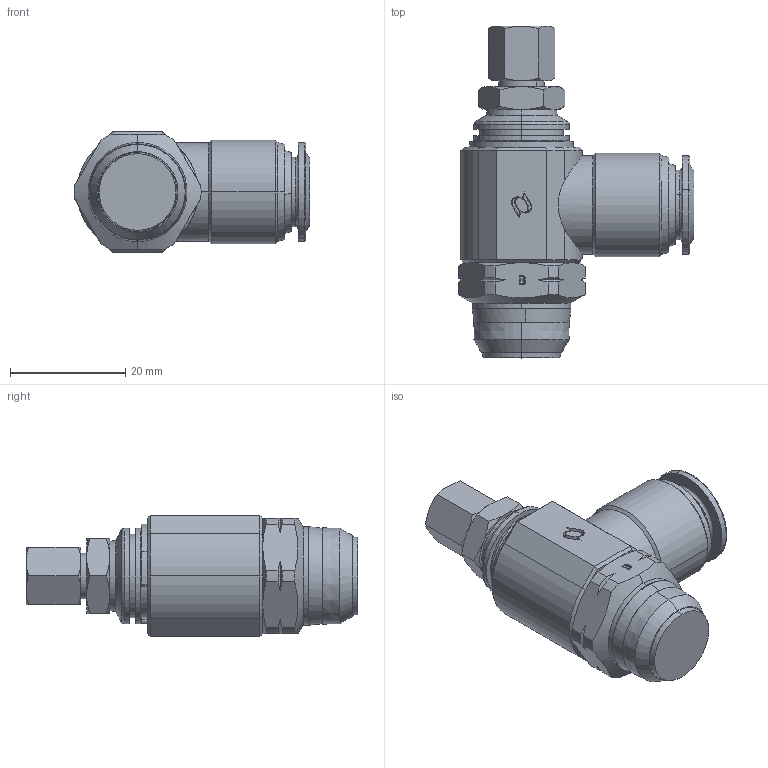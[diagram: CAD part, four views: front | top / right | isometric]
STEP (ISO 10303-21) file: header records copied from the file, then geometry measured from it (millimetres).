
FILE_DESCRIPTION (( 'STEP AP214' ), '1' );
FILE_NAME ('5792500012A.step', '2012-10-22T17:42:34', ( '' ), ( '' ), 'SwSTEP 2.0', 'SolidWorks 2012', '' );
FILE_SCHEMA (( 'AUTOMOTIVE_DESIGN' ));
Length unit declared in the file: millimetre
Products named in the file (1): 5792500012A
Bounding box: 40.84 x 57.5 x 21 mm (x, y, z)
Volume: 18618.2 mm3; surface area: 5407.4 mm2
Topology: 1 solids, 1 shells, 242 faces, 584 edges, 363 vertices
Faces by surface type: plane 94, cone 86, cylinder 46, bspline 10, torus 6
Entity records: 9253 total; most frequent: CARTESIAN_POINT 2300, ORIENTED_EDGE 1168, DIRECTION 1131, EDGE_CURVE 584, AXIS2_PLACEMENT_3D 440, VERTEX_POINT 363, EDGE_LOOP 263, LINE 251
